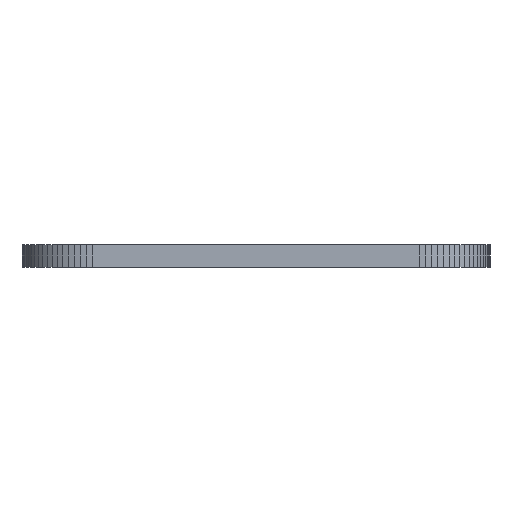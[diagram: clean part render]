
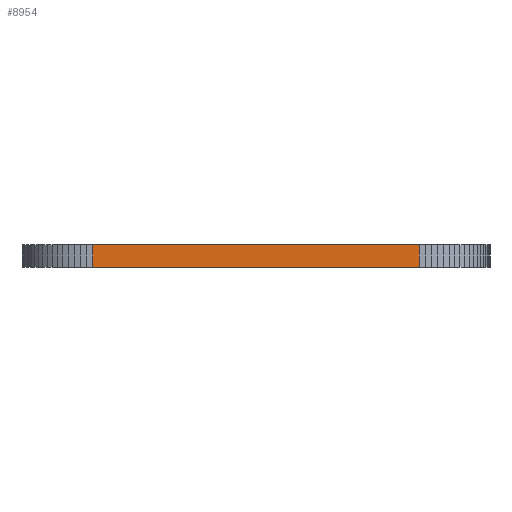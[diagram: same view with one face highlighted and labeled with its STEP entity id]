
A CAD part, left-side view. The second image highlights one B-rep face of the part: STEP entity #8954.
In plain terms, the highlighted planar face has unit normal (-1, 0, 0).
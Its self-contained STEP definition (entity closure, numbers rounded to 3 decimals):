
#90 = PLANE('',#91);
#91 = AXIS2_PLACEMENT_3D('',#92,#93,#94);
#92 = CARTESIAN_POINT('',(120.,-100.,1.6));
#93 = DIRECTION('',(-0.,-0.,-1.));
#94 = DIRECTION('',(-1.,0.,0.));
#144 = PLANE('',#145);
#145 = AXIS2_PLACEMENT_3D('',#146,#147,#148);
#146 = CARTESIAN_POINT('',(120.,-100.,0.));
#147 = DIRECTION('',(-0.,-0.,-1.));
#148 = DIRECTION('',(-1.,0.,0.));
#1765 = VERTEX_POINT('',#1766);
#1766 = CARTESIAN_POINT('',(43.16,-111.76,0.));
#1780 = PLANE('',#1781);
#1781 = AXIS2_PLACEMENT_3D('',#1782,#1783,#1784);
#1782 = CARTESIAN_POINT('',(43.179,-112.204,0.));
#1783 = DIRECTION('',(-0.999,-0.044,0.));
#1784 = DIRECTION('',(-0.044,0.999,0.));
#1792 = EDGE_CURVE('',#1765,#1793,#1795,.T.);
#1793 = VERTEX_POINT('',#1794);
#1794 = CARTESIAN_POINT('',(43.16,-88.24,0.));
#1795 = SURFACE_CURVE('',#1796,(#1800,#1807),.PCURVE_S1.);
#1796 = LINE('',#1797,#1798);
#1797 = CARTESIAN_POINT('',(43.16,-111.76,0.));
#1798 = VECTOR('',#1799,1.);
#1799 = DIRECTION('',(0.,1.,0.));
#1800 = PCURVE('',#144,#1801);
#1801 = DEFINITIONAL_REPRESENTATION('',(#1802),#1806);
#1802 = LINE('',#1803,#1804);
#1803 = CARTESIAN_POINT('',(76.84,-11.76));
#1804 = VECTOR('',#1805,1.);
#1805 = DIRECTION('',(0.,1.));
#1806 = ( GEOMETRIC_REPRESENTATION_CONTEXT(2) 
PARAMETRIC_REPRESENTATION_CONTEXT() REPRESENTATION_CONTEXT('2D SPACE',''
  ) );
#1807 = PCURVE('',#1808,#1813);
#1808 = PLANE('',#1809);
#1809 = AXIS2_PLACEMENT_3D('',#1810,#1811,#1812);
#1810 = CARTESIAN_POINT('',(43.16,-111.76,0.));
#1811 = DIRECTION('',(-1.,0.,0.));
#1812 = DIRECTION('',(0.,1.,0.));
#1813 = DEFINITIONAL_REPRESENTATION('',(#1814),#1818);
#1814 = LINE('',#1815,#1816);
#1815 = CARTESIAN_POINT('',(0.,0.));
#1816 = VECTOR('',#1817,1.);
#1817 = DIRECTION('',(1.,0.));
#1818 = ( GEOMETRIC_REPRESENTATION_CONTEXT(2) 
PARAMETRIC_REPRESENTATION_CONTEXT() REPRESENTATION_CONTEXT('2D SPACE',''
  ) );
#1836 = PLANE('',#1837);
#1837 = AXIS2_PLACEMENT_3D('',#1838,#1839,#1840);
#1838 = CARTESIAN_POINT('',(43.16,-88.24,0.));
#1839 = DIRECTION('',(-0.999,0.044,0.));
#1840 = DIRECTION('',(0.044,0.999,0.));
#5678 = VERTEX_POINT('',#5679);
#5679 = CARTESIAN_POINT('',(43.16,-111.76,1.6));
#5700 = EDGE_CURVE('',#5678,#5701,#5703,.T.);
#5701 = VERTEX_POINT('',#5702);
#5702 = CARTESIAN_POINT('',(43.16,-88.24,1.6));
#5703 = SURFACE_CURVE('',#5704,(#5708,#5715),.PCURVE_S1.);
#5704 = LINE('',#5705,#5706);
#5705 = CARTESIAN_POINT('',(43.16,-111.76,1.6));
#5706 = VECTOR('',#5707,1.);
#5707 = DIRECTION('',(0.,1.,0.));
#5708 = PCURVE('',#90,#5709);
#5709 = DEFINITIONAL_REPRESENTATION('',(#5710),#5714);
#5710 = LINE('',#5711,#5712);
#5711 = CARTESIAN_POINT('',(76.84,-11.76));
#5712 = VECTOR('',#5713,1.);
#5713 = DIRECTION('',(0.,1.));
#5714 = ( GEOMETRIC_REPRESENTATION_CONTEXT(2) 
PARAMETRIC_REPRESENTATION_CONTEXT() REPRESENTATION_CONTEXT('2D SPACE',''
  ) );
#5715 = PCURVE('',#1808,#5716);
#5716 = DEFINITIONAL_REPRESENTATION('',(#5717),#5721);
#5717 = LINE('',#5718,#5719);
#5718 = CARTESIAN_POINT('',(0.,-1.6));
#5719 = VECTOR('',#5720,1.);
#5720 = DIRECTION('',(1.,0.));
#5721 = ( GEOMETRIC_REPRESENTATION_CONTEXT(2) 
PARAMETRIC_REPRESENTATION_CONTEXT() REPRESENTATION_CONTEXT('2D SPACE',''
  ) );
#8904 = EDGE_CURVE('',#1793,#5701,#8905,.T.);
#8905 = SURFACE_CURVE('',#8906,(#8910,#8917),.PCURVE_S1.);
#8906 = LINE('',#8907,#8908);
#8907 = CARTESIAN_POINT('',(43.16,-88.24,0.));
#8908 = VECTOR('',#8909,1.);
#8909 = DIRECTION('',(0.,0.,1.));
#8910 = PCURVE('',#1836,#8911);
#8911 = DEFINITIONAL_REPRESENTATION('',(#8912),#8916);
#8912 = LINE('',#8913,#8914);
#8913 = CARTESIAN_POINT('',(0.,0.));
#8914 = VECTOR('',#8915,1.);
#8915 = DIRECTION('',(0.,-1.));
#8916 = ( GEOMETRIC_REPRESENTATION_CONTEXT(2) 
PARAMETRIC_REPRESENTATION_CONTEXT() REPRESENTATION_CONTEXT('2D SPACE',''
  ) );
#8917 = PCURVE('',#1808,#8918);
#8918 = DEFINITIONAL_REPRESENTATION('',(#8919),#8923);
#8919 = LINE('',#8920,#8921);
#8920 = CARTESIAN_POINT('',(23.52,0.));
#8921 = VECTOR('',#8922,1.);
#8922 = DIRECTION('',(0.,-1.));
#8923 = ( GEOMETRIC_REPRESENTATION_CONTEXT(2) 
PARAMETRIC_REPRESENTATION_CONTEXT() REPRESENTATION_CONTEXT('2D SPACE',''
  ) );
#8954 = ADVANCED_FACE('',(#8955),#1808,.T.);
#8955 = FACE_BOUND('',#8956,.T.);
#8956 = EDGE_LOOP('',(#8957,#8978,#8979,#8980));
#8957 = ORIENTED_EDGE('',*,*,#8958,.T.);
#8958 = EDGE_CURVE('',#1765,#5678,#8959,.T.);
#8959 = SURFACE_CURVE('',#8960,(#8964,#8971),.PCURVE_S1.);
#8960 = LINE('',#8961,#8962);
#8961 = CARTESIAN_POINT('',(43.16,-111.76,0.));
#8962 = VECTOR('',#8963,1.);
#8963 = DIRECTION('',(0.,0.,1.));
#8964 = PCURVE('',#1808,#8965);
#8965 = DEFINITIONAL_REPRESENTATION('',(#8966),#8970);
#8966 = LINE('',#8967,#8968);
#8967 = CARTESIAN_POINT('',(0.,0.));
#8968 = VECTOR('',#8969,1.);
#8969 = DIRECTION('',(0.,-1.));
#8970 = ( GEOMETRIC_REPRESENTATION_CONTEXT(2) 
PARAMETRIC_REPRESENTATION_CONTEXT() REPRESENTATION_CONTEXT('2D SPACE',''
  ) );
#8971 = PCURVE('',#1780,#8972);
#8972 = DEFINITIONAL_REPRESENTATION('',(#8973),#8977);
#8973 = LINE('',#8974,#8975);
#8974 = CARTESIAN_POINT('',(0.444,0.));
#8975 = VECTOR('',#8976,1.);
#8976 = DIRECTION('',(0.,-1.));
#8977 = ( GEOMETRIC_REPRESENTATION_CONTEXT(2) 
PARAMETRIC_REPRESENTATION_CONTEXT() REPRESENTATION_CONTEXT('2D SPACE',''
  ) );
#8978 = ORIENTED_EDGE('',*,*,#5700,.T.);
#8979 = ORIENTED_EDGE('',*,*,#8904,.F.);
#8980 = ORIENTED_EDGE('',*,*,#1792,.F.);
